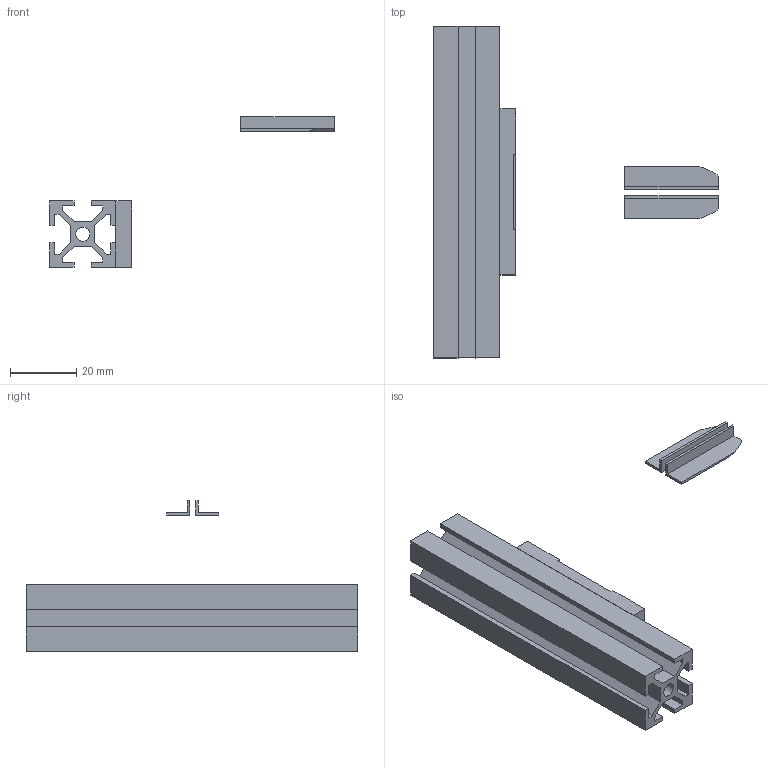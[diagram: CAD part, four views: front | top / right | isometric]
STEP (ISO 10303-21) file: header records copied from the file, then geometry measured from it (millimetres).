
FILE_DESCRIPTION(('STEP AP214'),'1');
FILE_NAME('Voron_Adjustable_Bed_DockV2G075.stp','2022-06-27T23:07:13',(' '),(' '),'Spatial InterOp 3D',' ',' ');
FILE_SCHEMA(('automotive_design'));
Length unit declared in the file: inch
Products named in the file (4): 1; 2; 3; 4
Bounding box: 85.85 x 100 x 45.4 mm (x, y, z)
Volume: 21460.4 mm3; surface area: 22807.3 mm2
Topology: 4 solids, 4 shells, 148 faces, 396 edges, 264 vertices
Faces by surface type: plane 140, cylinder 6, cone 2
Entity records: 5821 total; most frequent: CARTESIAN_POINT 820, ORIENTED_EDGE 792, DIRECTION 712, EDGE_CURVE 396, LINE 376, VECTOR 376, VERTEX_POINT 264, AXIS2_PLACEMENT_3D 168
